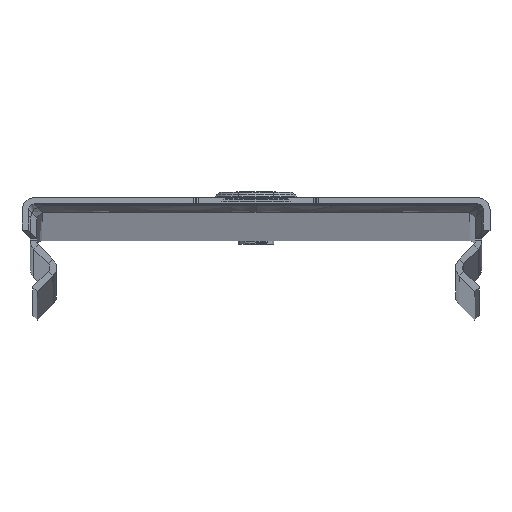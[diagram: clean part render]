
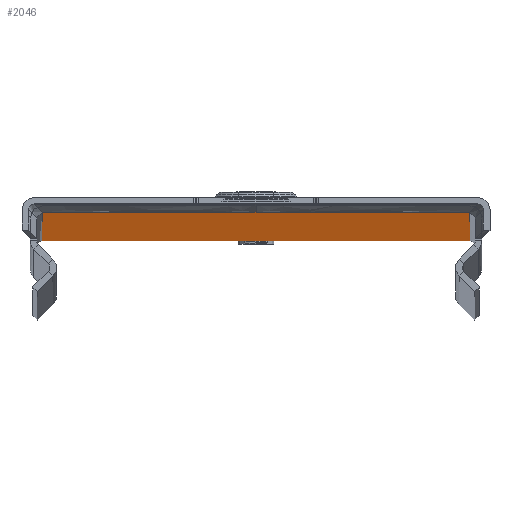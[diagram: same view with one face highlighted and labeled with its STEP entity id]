
A CAD part, top view. The second image highlights one B-rep face of the part: STEP entity #2046.
In plain terms, the highlighted planar face has unit normal (0, -1, 0).
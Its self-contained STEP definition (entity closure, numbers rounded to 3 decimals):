
#43 = ORIENTED_EDGE ( 'NONE', *, *, #3576, .T. ) ;
#99 = CARTESIAN_POINT ( 'NONE',  ( 39., 0., -2969. ) ) ;
#107 = ORIENTED_EDGE ( 'NONE', *, *, #3523, .T. ) ;
#144 = VERTEX_POINT ( 'NONE', #3920 ) ;
#169 = CARTESIAN_POINT ( 'NONE',  ( 40., 0., -2969. ) ) ;
#202 = DIRECTION ( 'NONE',  ( 1., 0., 0. ) ) ;
#218 = VECTOR ( 'NONE', #3400, 1000. ) ;
#236 = LINE ( 'NONE', #3965, #218 ) ;
#312 = DIRECTION ( 'NONE',  ( 0., 0., 1. ) ) ;
#357 = DIRECTION ( 'NONE',  ( 1., 0., 0. ) ) ;
#371 = DIRECTION ( 'NONE',  ( 0., 1., 0. ) ) ;
#398 = CARTESIAN_POINT ( 'NONE',  ( 10.5, 0., -2969. ) ) ;
#413 = CARTESIAN_POINT ( 'NONE',  ( 40., 0., -2969. ) ) ;
#486 = ORIENTED_EDGE ( 'NONE', *, *, #3105, .F. ) ;
#534 = VECTOR ( 'NONE', #357, 1000. ) ;
#681 = FACE_OUTER_BOUND ( 'NONE', #6386, .T. ) ;
#683 = CARTESIAN_POINT ( 'NONE',  ( 7.3, 0., -2955. ) ) ;
#689 = FACE_BOUND ( 'NONE', #6141, .T. ) ;
#721 = DIRECTION ( 'NONE',  ( 1., 0., 0. ) ) ;
#746 = EDGE_CURVE ( 'NONE', #6945, #6509, #3892, .T. ) ;
#765 = DIRECTION ( 'NONE',  ( 0., 0., -1. ) ) ;
#873 = CIRCLE ( 'NONE', #1786, 7.3 ) ;
#1095 = ORIENTED_EDGE ( 'NONE', *, *, #2593, .T. ) ;
#1114 = AXIS2_PLACEMENT_3D ( 'NONE', #7754, #7838, #7665 ) ;
#1170 = DIRECTION ( 'NONE',  ( 0., 0., -1. ) ) ;
#1281 = CARTESIAN_POINT ( 'NONE',  ( 40., 0., 0. ) ) ;
#1309 = CARTESIAN_POINT ( 'NONE',  ( -11.414, 0., -2968.5 ) ) ;
#1335 = DIRECTION ( 'NONE',  ( 0., -1., 0. ) ) ;
#1345 = CARTESIAN_POINT ( 'NONE',  ( 11.414, 0., -2968.5 ) ) ;
#1371 = VERTEX_POINT ( 'NONE', #6598 ) ;
#1412 = CARTESIAN_POINT ( 'NONE',  ( -11.414, 0., -2969. ) ) ;
#1556 = ORIENTED_EDGE ( 'NONE', *, *, #2233, .T. ) ;
#1786 = AXIS2_PLACEMENT_3D ( 'NONE', #6487, #6458, #5924 ) ;
#1856 = VERTEX_POINT ( 'NONE', #1412 ) ;
#1970 = DIRECTION ( 'NONE',  ( -1., 0., 0. ) ) ;
#1980 = DIRECTION ( 'NONE',  ( 0., 1., 0. ) ) ;
#2000 = CARTESIAN_POINT ( 'NONE',  ( 0., 0., -2955. ) ) ;
#2013 = EDGE_CURVE ( 'NONE', #6509, #6945, #873, .T. ) ;
#2046 = ADVANCED_FACE ( 'NONE', ( #689, #681 ), #7780, .T. ) ;
#2141 = AXIS2_PLACEMENT_3D ( 'NONE', #2000, #1980, #1970 ) ;
#2233 = EDGE_CURVE ( 'NONE', #1371, #4505, #236, .T. ) ;
#2240 = AXIS2_PLACEMENT_3D ( 'NONE', #398, #371, #312 ) ;
#2317 = ORIENTED_EDGE ( 'NONE', *, *, #3210, .T. ) ;
#2367 = EDGE_CURVE ( 'NONE', #4505, #2864, #7956, .T. ) ;
#2489 = DIRECTION ( 'NONE',  ( 0., 0., 1. ) ) ;
#2492 = EDGE_CURVE ( 'NONE', #2864, #5147, #7672, .T. ) ;
#2513 = CARTESIAN_POINT ( 'NONE',  ( 39., 0., -2969. ) ) ;
#2593 = EDGE_CURVE ( 'NONE', #5147, #6149, #7532, .T. ) ;
#2639 = DIRECTION ( 'NONE',  ( 1., 0., 0. ) ) ;
#2864 = VERTEX_POINT ( 'NONE', #4235 ) ;
#2882 = AXIS2_PLACEMENT_3D ( 'NONE', #5161, #5133, #5101 ) ;
#2903 = EDGE_CURVE ( 'NONE', #144, #6149, #7224, .T. ) ;
#2949 = ORIENTED_EDGE ( 'NONE', *, *, #3411, .T. ) ;
#3006 = EDGE_CURVE ( 'NONE', #6044, #144, #7297, .T. ) ;
#3069 = CARTESIAN_POINT ( 'NONE',  ( -39., 0., 0. ) ) ;
#3082 = ORIENTED_EDGE ( 'NONE', *, *, #2367, .T. ) ;
#3105 = EDGE_CURVE ( 'NONE', #6854, #6044, #7115, .T. ) ;
#3210 = EDGE_CURVE ( 'NONE', #6854, #1856, #6980, .T. ) ;
#3218 = AXIS2_PLACEMENT_3D ( 'NONE', #1309, #1335, #1170 ) ;
#3299 = CARTESIAN_POINT ( 'NONE',  ( 40., 0., -2968.5 ) ) ;
#3400 = DIRECTION ( 'NONE',  ( 0.707, 0., -0.707 ) ) ;
#3411 = EDGE_CURVE ( 'NONE', #1856, #6692, #6776, .T. ) ;
#3452 = CARTESIAN_POINT ( 'NONE',  ( 39., 0., 0. ) ) ;
#3523 = EDGE_CURVE ( 'NONE', #6692, #4516, #6676, .T. ) ;
#3576 = EDGE_CURVE ( 'NONE', #4516, #5456, #6652, .T. ) ;
#3892 = CIRCLE ( 'NONE', #2141, 7.3 ) ;
#3920 = CARTESIAN_POINT ( 'NONE',  ( 0., 0., 0. ) ) ;
#3927 = EDGE_CURVE ( 'NONE', #5456, #5777, #6410, .T. ) ;
#3965 = CARTESIAN_POINT ( 'NONE',  ( 11.207, 0., -2969. ) ) ;
#4092 = EDGE_CURVE ( 'NONE', #5777, #1371, #6267, .T. ) ;
#4234 = ORIENTED_EDGE ( 'NONE', *, *, #4092, .T. ) ;
#4235 = CARTESIAN_POINT ( 'NONE',  ( 11.414, 0., -2969. ) ) ;
#4315 = DIRECTION ( 'NONE',  ( 0., -1., 0. ) ) ;
#4448 = ORIENTED_EDGE ( 'NONE', *, *, #746, .T. ) ;
#4505 = VERTEX_POINT ( 'NONE', #6966 ) ;
#4516 = VERTEX_POINT ( 'NONE', #6767 ) ;
#4684 = ORIENTED_EDGE ( 'NONE', *, *, #3006, .F. ) ;
#4831 = CARTESIAN_POINT ( 'NONE',  ( -39., 0., 0. ) ) ;
#4897 = ORIENTED_EDGE ( 'NONE', *, *, #2903, .F. ) ;
#4929 = CARTESIAN_POINT ( 'NONE',  ( -39., 0., -2969. ) ) ;
#5101 = DIRECTION ( 'NONE',  ( 0., 0., 1. ) ) ;
#5133 = DIRECTION ( 'NONE',  ( 0., 1., 0. ) ) ;
#5147 = VERTEX_POINT ( 'NONE', #99 ) ;
#5161 = CARTESIAN_POINT ( 'NONE',  ( -10.5, 0., -2969. ) ) ;
#5456 = VERTEX_POINT ( 'NONE', #7782 ) ;
#5777 = VERTEX_POINT ( 'NONE', #6153 ) ;
#5910 = CARTESIAN_POINT ( 'NONE',  ( -7.3, 0., -2955. ) ) ;
#5924 = DIRECTION ( 'NONE',  ( -1., 0., 0. ) ) ;
#6044 = VERTEX_POINT ( 'NONE', #4831 ) ;
#6064 = ORIENTED_EDGE ( 'NONE', *, *, #2013, .T. ) ;
#6141 = EDGE_LOOP ( 'NONE', ( #4448, #6064 ) ) ;
#6149 = VERTEX_POINT ( 'NONE', #3452 ) ;
#6153 = CARTESIAN_POINT ( 'NONE',  ( 10.5, 0., -2968.5 ) ) ;
#6197 = DIRECTION ( 'NONE',  ( 0., 0., 1. ) ) ;
#6267 = CIRCLE ( 'NONE', #2240, 0.5 ) ;
#6386 = EDGE_LOOP ( 'NONE', ( #1556, #3082, #7555, #1095, #4897, #4684, #486, #2317, #2949, #107, #43, #6634, #4234 ) ) ;
#6390 = DIRECTION ( 'NONE',  ( 0.707, 0., 0.707 ) ) ;
#6393 = VECTOR ( 'NONE', #2639, 1000. ) ;
#6410 = LINE ( 'NONE', #3299, #6393 ) ;
#6458 = DIRECTION ( 'NONE',  ( 0., 1., 0. ) ) ;
#6487 = CARTESIAN_POINT ( 'NONE',  ( 0., 0., -2955. ) ) ;
#6493 = CARTESIAN_POINT ( 'NONE',  ( -39., 0., -2969. ) ) ;
#6509 = VERTEX_POINT ( 'NONE', #683 ) ;
#6598 = CARTESIAN_POINT ( 'NONE',  ( 10.854, 0., -2968.646 ) ) ;
#6634 = ORIENTED_EDGE ( 'NONE', *, *, #3927, .T. ) ;
#6652 = CIRCLE ( 'NONE', #2882, 0.5 ) ;
#6665 = VECTOR ( 'NONE', #6390, 1000. ) ;
#6676 = LINE ( 'NONE', #6796, #6665 ) ;
#6692 = VERTEX_POINT ( 'NONE', #7828 ) ;
#6767 = CARTESIAN_POINT ( 'NONE',  ( -10.854, 0., -2968.646 ) ) ;
#6776 = CIRCLE ( 'NONE', #3218, 0.5 ) ;
#6796 = CARTESIAN_POINT ( 'NONE',  ( -11.207, 0., -2969. ) ) ;
#6854 = VERTEX_POINT ( 'NONE', #6493 ) ;
#6945 = VERTEX_POINT ( 'NONE', #5910 ) ;
#6961 = VECTOR ( 'NONE', #721, 1000. ) ;
#6966 = CARTESIAN_POINT ( 'NONE',  ( 11.061, 0., -2968.854 ) ) ;
#6980 = LINE ( 'NONE', #169, #6961 ) ;
#7081 = VECTOR ( 'NONE', #6197, 1000. ) ;
#7115 = LINE ( 'NONE', #4929, #7081 ) ;
#7135 = VECTOR ( 'NONE', #7516, 1000. ) ;
#7215 = VECTOR ( 'NONE', #202, 1000. ) ;
#7224 = LINE ( 'NONE', #3069, #7215 ) ;
#7297 = LINE ( 'NONE', #1281, #7135 ) ;
#7516 = DIRECTION ( 'NONE',  ( 1., 0., 0. ) ) ;
#7532 = LINE ( 'NONE', #2513, #7599 ) ;
#7555 = ORIENTED_EDGE ( 'NONE', *, *, #2492, .T. ) ;
#7599 = VECTOR ( 'NONE', #2489, 1000. ) ;
#7665 = DIRECTION ( 'NONE',  ( 0., 0., -1. ) ) ;
#7672 = LINE ( 'NONE', #413, #534 ) ;
#7754 = CARTESIAN_POINT ( 'NONE',  ( 40., 0., -2969. ) ) ;
#7780 = PLANE ( 'NONE',  #1114 ) ;
#7782 = CARTESIAN_POINT ( 'NONE',  ( -10.5, 0., -2968.5 ) ) ;
#7828 = CARTESIAN_POINT ( 'NONE',  ( -11.061, 0., -2968.854 ) ) ;
#7838 = DIRECTION ( 'NONE',  ( 0., -1., 0. ) ) ;
#7922 = AXIS2_PLACEMENT_3D ( 'NONE', #1345, #4315, #765 ) ;
#7956 = CIRCLE ( 'NONE', #7922, 0.5 ) ;
